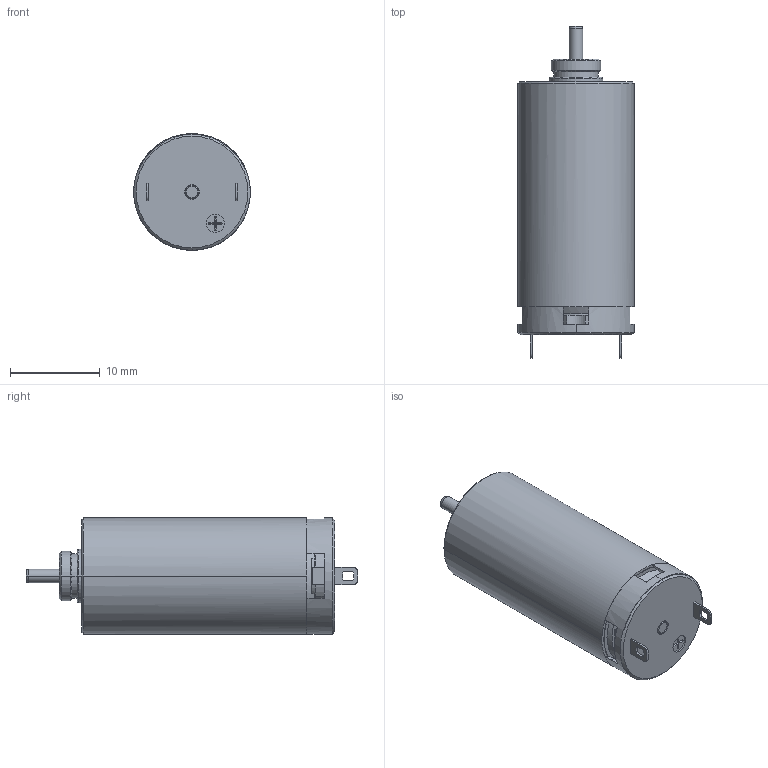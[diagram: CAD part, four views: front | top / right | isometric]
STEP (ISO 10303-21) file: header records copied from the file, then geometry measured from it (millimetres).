
FILE_DESCRIPTION((''),'2;1');
FILE_NAME('13N_88_107__1','2015-11-06T',('vinayak.bharmal'),(''),'PRO/ENGINEER BY PARAMETRIC TECHNOLOGY CORPORATION, 2014310','PRO/ENGINEER BY PARAMETRIC TECHNOLOGY CORPORATION, 2014310','');
FILE_SCHEMA(('CONFIG_CONTROL_DESIGN'));
Length unit declared in the file: millimetre
Products named in the file (1): 13N_88_107__1
Bounding box: 13 x 37 x 13 mm (x, y, z)
Volume: 3626.1 mm3; surface area: 1899.8 mm2
Topology: 1 solids, 1 shells, 196 faces, 519 edges, 338 vertices
Faces by surface type: cylinder 84, plane 83, cone 27, extrusion 2
Entity records: 6305 total; most frequent: CARTESIAN_POINT 1274, DIRECTION 1077, ORIENTED_EDGE 1038, EDGE_CURVE 519, AXIS2_PLACEMENT_3D 423, VERTEX_POINT 338, VECTOR 231, LINE 229
